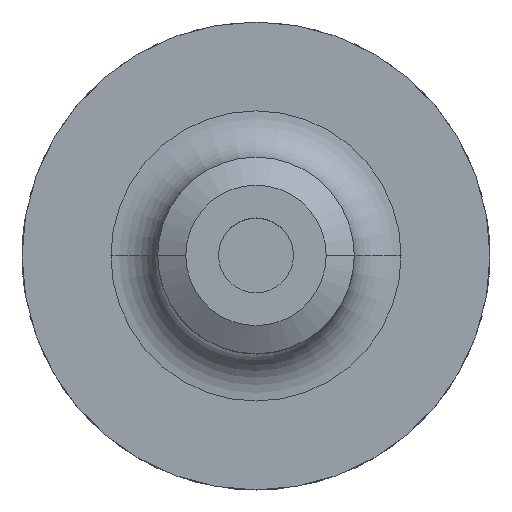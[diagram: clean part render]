
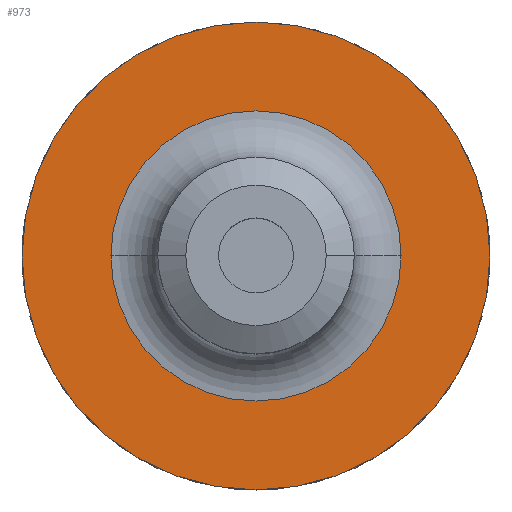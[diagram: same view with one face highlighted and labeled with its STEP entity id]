
A CAD part, top view. The second image highlights one B-rep face of the part: STEP entity #973.
In plain terms, the highlighted planar face has unit normal (0, 0, 1).
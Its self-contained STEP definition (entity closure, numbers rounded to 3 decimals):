
#29 = CIRCLE ( 'NONE', #357, 31. ) ;
#70 = DIRECTION ( 'NONE',  ( -1., 0., 0. ) ) ;
#96 = CARTESIAN_POINT ( 'NONE',  ( -50., 0., 38. ) ) ;
#174 = DIRECTION ( 'NONE',  ( 0., 0., -1. ) ) ;
#332 = CARTESIAN_POINT ( 'NONE',  ( 0., 0., 38. ) ) ;
#357 = AXIS2_PLACEMENT_3D ( 'NONE', #1168, #174, #1374 ) ;
#486 = DIRECTION ( 'NONE',  ( 0., 0., -1. ) ) ;
#498 = CIRCLE ( 'NONE', #1716, 31. ) ;
#618 = CIRCLE ( 'NONE', #753, 50. ) ;
#671 = VERTEX_POINT ( 'NONE', #945 ) ;
#672 = DIRECTION ( 'NONE',  ( -1., 0., 0. ) ) ;
#709 = EDGE_CURVE ( 'NONE', #671, #903, #498, .T. ) ;
#753 = AXIS2_PLACEMENT_3D ( 'NONE', #332, #486, #755 ) ;
#755 = DIRECTION ( 'NONE',  ( -1., 0., 0. ) ) ;
#783 = CIRCLE ( 'NONE', #1513, 50. ) ;
#788 = PLANE ( 'NONE',  #1322 ) ;
#814 = DIRECTION ( 'NONE',  ( 0., 0., -1. ) ) ;
#822 = CARTESIAN_POINT ( 'NONE',  ( 0., 0., 38. ) ) ;
#879 = FACE_BOUND ( 'NONE', #1382, .T. ) ;
#886 = EDGE_CURVE ( 'NONE', #903, #671, #29, .T. ) ;
#903 = VERTEX_POINT ( 'NONE', #1381 ) ;
#908 = ORIENTED_EDGE ( 'NONE', *, *, #1037, .F. ) ;
#936 = DIRECTION ( 'NONE',  ( 0., 0., -1. ) ) ;
#937 = ORIENTED_EDGE ( 'NONE', *, *, #709, .T. ) ;
#942 = EDGE_LOOP ( 'NONE', ( #1564, #908 ) ) ;
#945 = CARTESIAN_POINT ( 'NONE',  ( -31., 0., 38. ) ) ;
#973 = ADVANCED_FACE ( 'NONE', ( #879, #1344 ), #788, .F. ) ;
#980 = DIRECTION ( 'NONE',  ( 0., 0., -1. ) ) ;
#1037 = EDGE_CURVE ( 'NONE', #1732, #1158, #783, .T. ) ;
#1101 = CARTESIAN_POINT ( 'NONE',  ( 0., 0., 38. ) ) ;
#1158 = VERTEX_POINT ( 'NONE', #96 ) ;
#1168 = CARTESIAN_POINT ( 'NONE',  ( 0., 0., 38. ) ) ;
#1193 = CARTESIAN_POINT ( 'NONE',  ( 50., 0., 38. ) ) ;
#1322 = AXIS2_PLACEMENT_3D ( 'NONE', #1101, #936, #1815 ) ;
#1344 = FACE_OUTER_BOUND ( 'NONE', #942, .T. ) ;
#1374 = DIRECTION ( 'NONE',  ( -1., 0., 0. ) ) ;
#1381 = CARTESIAN_POINT ( 'NONE',  ( 31., 0., 38. ) ) ;
#1382 = EDGE_LOOP ( 'NONE', ( #937, #1627 ) ) ;
#1513 = AXIS2_PLACEMENT_3D ( 'NONE', #822, #980, #70 ) ;
#1564 = ORIENTED_EDGE ( 'NONE', *, *, #1819, .F. ) ;
#1627 = ORIENTED_EDGE ( 'NONE', *, *, #886, .T. ) ;
#1687 = CARTESIAN_POINT ( 'NONE',  ( 0., 0., 38. ) ) ;
#1716 = AXIS2_PLACEMENT_3D ( 'NONE', #1687, #814, #672 ) ;
#1732 = VERTEX_POINT ( 'NONE', #1193 ) ;
#1815 = DIRECTION ( 'NONE',  ( -1., 0., 0. ) ) ;
#1819 = EDGE_CURVE ( 'NONE', #1158, #1732, #618, .T. ) ;
